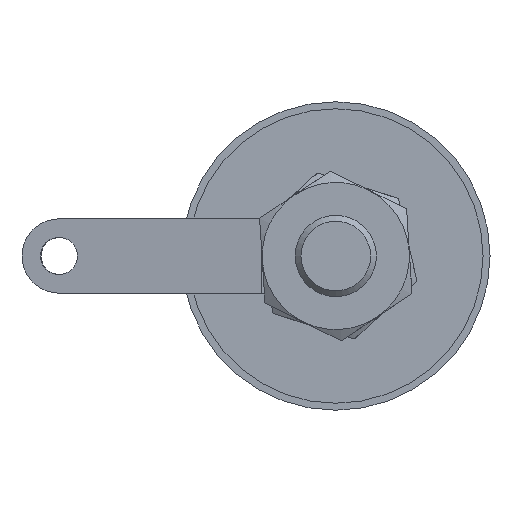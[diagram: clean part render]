
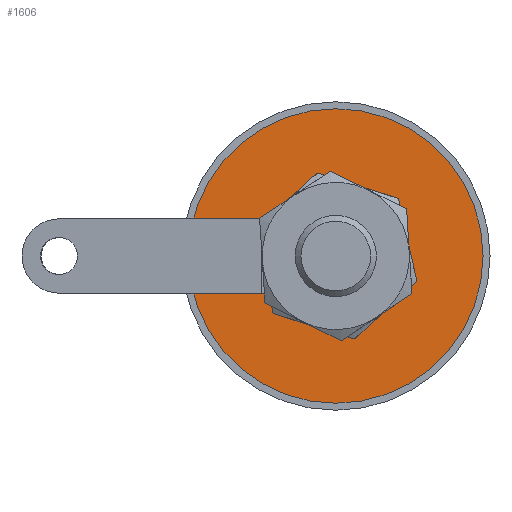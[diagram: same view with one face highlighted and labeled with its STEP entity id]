
A CAD part, front view. The second image highlights one B-rep face of the part: STEP entity #1606.
In plain terms, the highlighted planar face has unit normal (0, -1, 0).
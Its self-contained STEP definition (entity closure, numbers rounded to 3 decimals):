
#1155 = CYLINDRICAL_SURFACE('',#1156,6.35);
#1156 = AXIS2_PLACEMENT_3D('',#1157,#1158,#1159);
#1157 = CARTESIAN_POINT('',(0.,-8.05,0.));
#1158 = DIRECTION('',(0.,-1.,0.));
#1159 = DIRECTION('',(1.,0.,0.));
#1606 = ADVANCED_FACE('',(#1607,#1662),#1622,.T.);
#1607 = FACE_BOUND('',#1608,.T.);
#1608 = EDGE_LOOP('',(#1609,#1640));
#1609 = ORIENTED_EDGE('',*,*,#1610,.T.);
#1610 = EDGE_CURVE('',#1611,#1613,#1615,.T.);
#1611 = VERTEX_POINT('',#1612);
#1612 = CARTESIAN_POINT('',(6.35,-10.55,0.));
#1613 = VERTEX_POINT('',#1614);
#1614 = CARTESIAN_POINT('',(-6.35,-10.55,0.));
#1615 = SURFACE_CURVE('',#1616,(#1621,#1633),.PCURVE_S1.);
#1616 = CIRCLE('',#1617,6.35);
#1617 = AXIS2_PLACEMENT_3D('',#1618,#1619,#1620);
#1618 = CARTESIAN_POINT('',(0.,-10.55,0.));
#1619 = DIRECTION('',(0.,-1.,0.));
#1620 = DIRECTION('',(1.,0.,0.));
#1621 = PCURVE('',#1622,#1627);
#1622 = PLANE('',#1623);
#1623 = AXIS2_PLACEMENT_3D('',#1624,#1625,#1626);
#1624 = CARTESIAN_POINT('',(4.225,-10.55,0.));
#1625 = DIRECTION('',(0.,-1.,0.));
#1626 = DIRECTION('',(0.,0.,-1.));
#1627 = DEFINITIONAL_REPRESENTATION('',(#1628),#1632);
#1628 = CIRCLE('',#1629,6.35);
#1629 = AXIS2_PLACEMENT_2D('',#1630,#1631);
#1630 = CARTESIAN_POINT('',(0.,-4.225));
#1631 = DIRECTION('',(0.,1.));
#1632 = ( GEOMETRIC_REPRESENTATION_CONTEXT(2) 
PARAMETRIC_REPRESENTATION_CONTEXT() REPRESENTATION_CONTEXT('2D SPACE',''
  ) );
#1633 = PCURVE('',#1155,#1634);
#1634 = DEFINITIONAL_REPRESENTATION('',(#1635),#1639);
#1635 = LINE('',#1636,#1637);
#1636 = CARTESIAN_POINT('',(0.,2.5));
#1637 = VECTOR('',#1638,1.);
#1638 = DIRECTION('',(1.,0.));
#1639 = ( GEOMETRIC_REPRESENTATION_CONTEXT(2) 
PARAMETRIC_REPRESENTATION_CONTEXT() REPRESENTATION_CONTEXT('2D SPACE',''
  ) );
#1640 = ORIENTED_EDGE('',*,*,#1641,.T.);
#1641 = EDGE_CURVE('',#1613,#1611,#1642,.T.);
#1642 = SURFACE_CURVE('',#1643,(#1648,#1655),.PCURVE_S1.);
#1643 = CIRCLE('',#1644,6.35);
#1644 = AXIS2_PLACEMENT_3D('',#1645,#1646,#1647);
#1645 = CARTESIAN_POINT('',(0.,-10.55,0.));
#1646 = DIRECTION('',(0.,-1.,0.));
#1647 = DIRECTION('',(1.,0.,0.));
#1648 = PCURVE('',#1622,#1649);
#1649 = DEFINITIONAL_REPRESENTATION('',(#1650),#1654);
#1650 = CIRCLE('',#1651,6.35);
#1651 = AXIS2_PLACEMENT_2D('',#1652,#1653);
#1652 = CARTESIAN_POINT('',(0.,-4.225));
#1653 = DIRECTION('',(0.,1.));
#1654 = ( GEOMETRIC_REPRESENTATION_CONTEXT(2) 
PARAMETRIC_REPRESENTATION_CONTEXT() REPRESENTATION_CONTEXT('2D SPACE',''
  ) );
#1655 = PCURVE('',#1155,#1656);
#1656 = DEFINITIONAL_REPRESENTATION('',(#1657),#1661);
#1657 = LINE('',#1658,#1659);
#1658 = CARTESIAN_POINT('',(-6.283,2.5));
#1659 = VECTOR('',#1660,1.);
#1660 = DIRECTION('',(1.,0.));
#1661 = ( GEOMETRIC_REPRESENTATION_CONTEXT(2) 
PARAMETRIC_REPRESENTATION_CONTEXT() REPRESENTATION_CONTEXT('2D SPACE',''
  ) );
#1662 = FACE_BOUND('',#1663,.T.);
#1663 = EDGE_LOOP('',(#1664));
#1664 = ORIENTED_EDGE('',*,*,#1665,.F.);
#1665 = EDGE_CURVE('',#1666,#1666,#1668,.T.);
#1666 = VERTEX_POINT('',#1667);
#1667 = CARTESIAN_POINT('',(3.184,-10.55,-0.323));
#1668 = SURFACE_CURVE('',#1669,(#1674,#1681),.PCURVE_S1.);
#1669 = CIRCLE('',#1670,3.2);
#1670 = AXIS2_PLACEMENT_3D('',#1671,#1672,#1673);
#1671 = CARTESIAN_POINT('',(0.,-10.55,0.));
#1672 = DIRECTION('',(0.,-1.,0.));
#1673 = DIRECTION('',(-0.995,0.,0.101)
  );
#1674 = PCURVE('',#1622,#1675);
#1675 = DEFINITIONAL_REPRESENTATION('',(#1676),#1680);
#1676 = CIRCLE('',#1677,3.2);
#1677 = AXIS2_PLACEMENT_2D('',#1678,#1679);
#1678 = CARTESIAN_POINT('',(0.,-4.225));
#1679 = DIRECTION('',(-0.101,-0.995));
#1680 = ( GEOMETRIC_REPRESENTATION_CONTEXT(2) 
PARAMETRIC_REPRESENTATION_CONTEXT() REPRESENTATION_CONTEXT('2D SPACE',''
  ) );
#1681 = PCURVE('',#1682,#1687);
#1682 = CYLINDRICAL_SURFACE('',#1683,3.2);
#1683 = AXIS2_PLACEMENT_3D('',#1684,#1685,#1686);
#1684 = CARTESIAN_POINT('',(0.,-10.9,0.));
#1685 = DIRECTION('',(0.,1.,0.));
#1686 = DIRECTION('',(-0.995,0.,0.101
    ));
#1687 = DEFINITIONAL_REPRESENTATION('',(#1688),#1692);
#1688 = LINE('',#1689,#1690);
#1689 = CARTESIAN_POINT('',(6.283,0.35));
#1690 = VECTOR('',#1691,1.);
#1691 = DIRECTION('',(-1.,0.));
#1692 = ( GEOMETRIC_REPRESENTATION_CONTEXT(2) 
PARAMETRIC_REPRESENTATION_CONTEXT() REPRESENTATION_CONTEXT('2D SPACE',''
  ) );
